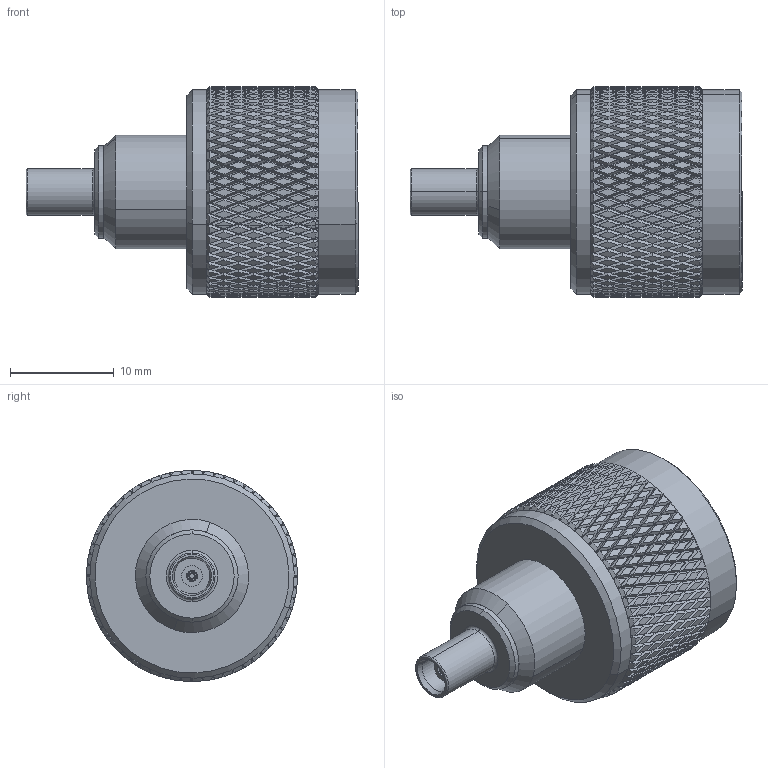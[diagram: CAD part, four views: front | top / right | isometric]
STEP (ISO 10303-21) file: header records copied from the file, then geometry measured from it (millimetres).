
FILE_DESCRIPTION (( 'STEP AP203' ), '1' );
FILE_NAME ('FMAD1303_3D.STEP', '2022-03-18T23:00:59', ( '' ), ( '' ), 'SwSTEP 2.0', 'SolidWorks 2021', '' );
FILE_SCHEMA (( 'CONFIG_CONTROL_DESIGN' ));
Length unit declared in the file: inch
Products named in the file (3): FMAD1303_3D; Copy of MCX Jack^FMAD1303; Copy of N Male_body^FMAD1303
Assembly tree (2 placements, depth 2):
  FMAD1303_3D
    Copy of MCX Jack^FMAD1303
    Copy of N Male_body^FMAD1303
Bounding box: 32 x 20.32 x 20.32 mm (x, y, z)
Volume: 4361.3 mm3; surface area: 3655.1 mm2
Topology: 2 solids, 2 shells, 2773 faces, 5842 edges, 3083 vertices
Faces by surface type: bspline 2163, cylinder 523, plane 50, cone 31, torus 6
Entity records: 105157 total; most frequent: CARTESIAN_POINT 69497, ORIENTED_EDGE 11684, EDGE_CURVE 5842, VERTEX_POINT 3083, EDGE_LOOP 2783, ADVANCED_FACE 2773, FACE_OUTER_BOUND 2773, B_SPLINE_CURVE_WITH_KNOTS 2559
